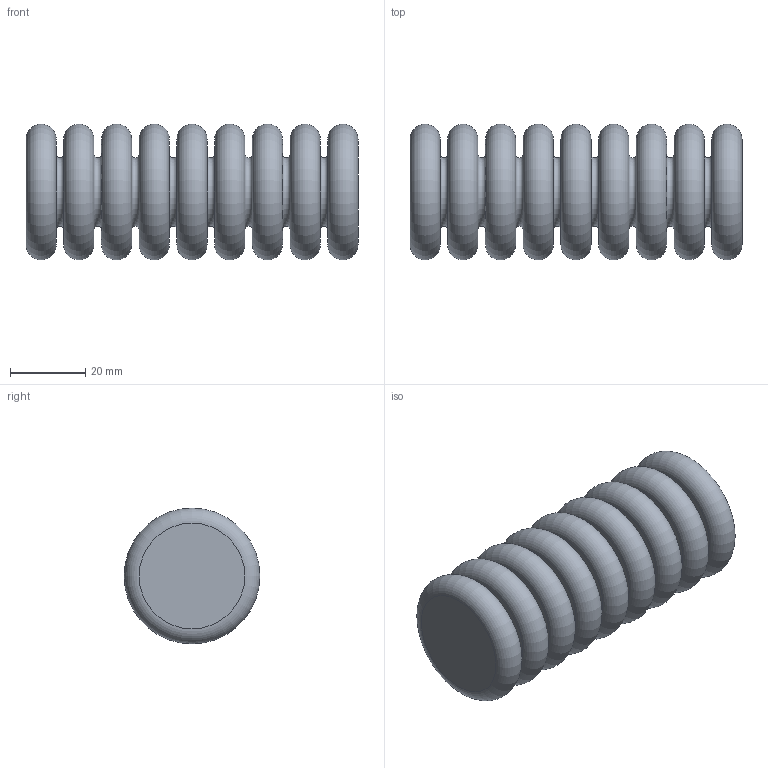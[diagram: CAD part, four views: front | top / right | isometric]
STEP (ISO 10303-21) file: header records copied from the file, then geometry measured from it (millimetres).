
FILE_DESCRIPTION(/* description */ (''),/* implementation_level */ '2;1');
FILE_NAME(/* name */ 'snake_out.step',/* time_stamp */ '2023-08-30T03:41:30-04:00',/* author */ (''),/* organization */ (''),/* preprocessor_version */ 'ST-DEVELOPER v20',/* originating_system */ 'Autodesk Translation Framework v12.9.0.99',/* authorisation */ '');
FILE_SCHEMA (('AUTOMOTIVE_DESIGN { 1 0 10303 214 3 1 1 }'));
Length unit declared in the file: millimetre
Products named in the file (3): snake_out; out bellow.stp; out bellow_SOLIDS.stp
Assembly tree (2 placements, depth 3):
  snake_out
    out bellow.stp
      out bellow_SOLIDS.stp
Bounding box: 88 x 36 x 36 mm (x, y, z)
Volume: 45287.7 mm3; surface area: 36558.6 mm2
Topology: 1 solids, 4 shells, 149 faces, 375 edges, 250 vertices
Faces by surface type: plane 78, torus 68, cylinder 3
Entity records: 6186 total; most frequent: CARTESIAN_POINT 2567, ORIENTED_EDGE 750, DIRECTION 740, EDGE_CURVE 375, AXIS2_PLACEMENT_3D 313, VERTEX_POINT 250, EDGE_LOOP 165, CIRCLE 159
